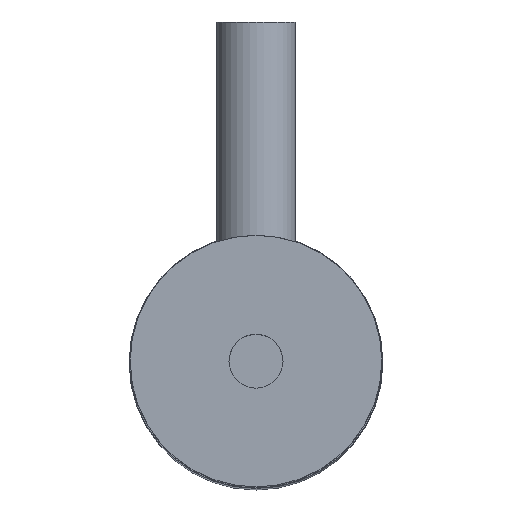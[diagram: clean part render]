
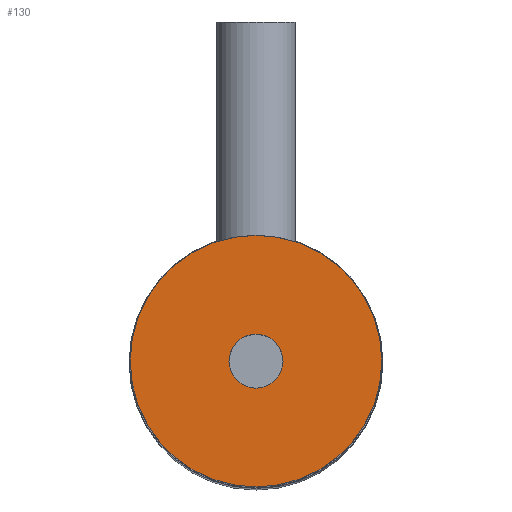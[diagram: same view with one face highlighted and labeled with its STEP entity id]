
A CAD part, top view. The second image highlights one B-rep face of the part: STEP entity #130.
In plain terms, the highlighted planar face has unit normal (0, 0, 1).
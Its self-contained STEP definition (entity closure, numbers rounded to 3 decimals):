
#42 = VERTEX_POINT ( 'NONE', #542 ) ;
#44 = EDGE_CURVE ( 'NONE', #45, #42, #541, .T. ) ;
#45 = VERTEX_POINT ( 'NONE', #536 ) ;
#66 = VERTEX_POINT ( 'NONE', #692 ) ;
#129 = EDGE_CURVE ( 'NONE', #134, #66, #971, .T. ) ;
#130 = ADVANCED_FACE ( 'NONE', ( #966, #965 ), #950, .T. ) ;
#131 = EDGE_LOOP ( 'NONE', ( #185, #186 ) ) ;
#133 = EDGE_CURVE ( 'NONE', #66, #134, #1003, .T. ) ;
#134 = VERTEX_POINT ( 'NONE', #998 ) ;
#185 = ORIENTED_EDGE ( 'NONE', *, *, #129, .F. ) ;
#186 = ORIENTED_EDGE ( 'NONE', *, *, #133, .F. ) ;
#187 = EDGE_LOOP ( 'NONE', ( #188, #189 ) ) ;
#188 = ORIENTED_EDGE ( 'NONE', *, *, #44, .T. ) ;
#189 = ORIENTED_EDGE ( 'NONE', *, *, #190, .T. ) ;
#190 = EDGE_CURVE ( 'NONE', #42, #45, #1180, .T. ) ;
#536 = CARTESIAN_POINT ( 'NONE',  ( 12.856, 0.425, -6.859 ) ) ;
#537 = DIRECTION ( 'NONE',  ( 1., 0., 0. ) ) ;
#538 = DIRECTION ( 'NONE',  ( 0., 0., 1. ) ) ;
#539 = CARTESIAN_POINT ( 'NONE',  ( 6.556, 0.425, -6.859 ) ) ;
#540 = AXIS2_PLACEMENT_3D ( 'NONE', #539, #538, #537 ) ;
#541 = CIRCLE ( 'NONE', #540, 6.3 ) ;
#542 = CARTESIAN_POINT ( 'NONE',  ( 0.256, 0.425, -6.859 ) ) ;
#692 = CARTESIAN_POINT ( 'NONE',  ( 5.203, 0.425, -6.859 ) ) ;
#948 = CARTESIAN_POINT ( 'NONE',  ( 6.556, 0.425, -6.859 ) ) ;
#949 = AXIS2_PLACEMENT_3D ( 'NONE', #948, #1005, #1004 ) ;
#950 = PLANE ( 'NONE',  #949 ) ;
#965 = FACE_OUTER_BOUND ( 'NONE', #187, .T. ) ;
#966 = FACE_BOUND ( 'NONE', #131, .T. ) ;
#967 = DIRECTION ( 'NONE',  ( 1., 0., 0. ) ) ;
#968 = DIRECTION ( 'NONE',  ( 0., 0., 1. ) ) ;
#969 = CARTESIAN_POINT ( 'NONE',  ( 6.556, 0.425, -6.859 ) ) ;
#970 = AXIS2_PLACEMENT_3D ( 'NONE', #969, #968, #967 ) ;
#971 = CIRCLE ( 'NONE', #970, 1.353 ) ;
#998 = CARTESIAN_POINT ( 'NONE',  ( 7.908, 0.425, -6.859 ) ) ;
#999 = DIRECTION ( 'NONE',  ( 1., 0., 0. ) ) ;
#1000 = DIRECTION ( 'NONE',  ( 0., 0., 1. ) ) ;
#1001 = CARTESIAN_POINT ( 'NONE',  ( 6.556, 0.425, -6.859 ) ) ;
#1002 = AXIS2_PLACEMENT_3D ( 'NONE', #1001, #1000, #999 ) ;
#1003 = CIRCLE ( 'NONE', #1002, 1.353 ) ;
#1004 = DIRECTION ( 'NONE',  ( 1., 0., 0. ) ) ;
#1005 = DIRECTION ( 'NONE',  ( 0., 0., 1. ) ) ;
#1176 = DIRECTION ( 'NONE',  ( 1., 0., 0. ) ) ;
#1177 = DIRECTION ( 'NONE',  ( 0., 0., 1. ) ) ;
#1178 = CARTESIAN_POINT ( 'NONE',  ( 6.556, 0.425, -6.859 ) ) ;
#1179 = AXIS2_PLACEMENT_3D ( 'NONE', #1178, #1177, #1176 ) ;
#1180 = CIRCLE ( 'NONE', #1179, 6.3 ) ;
